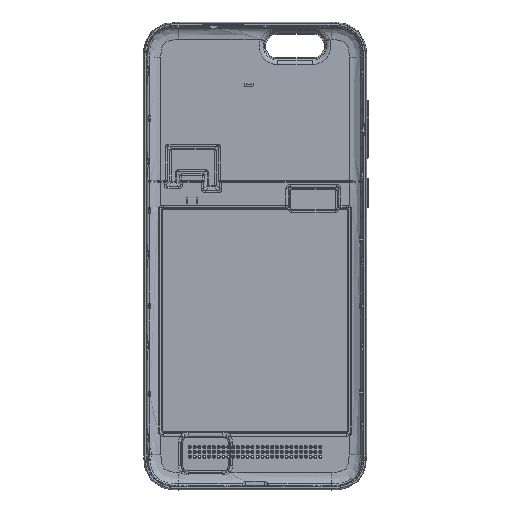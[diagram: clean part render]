
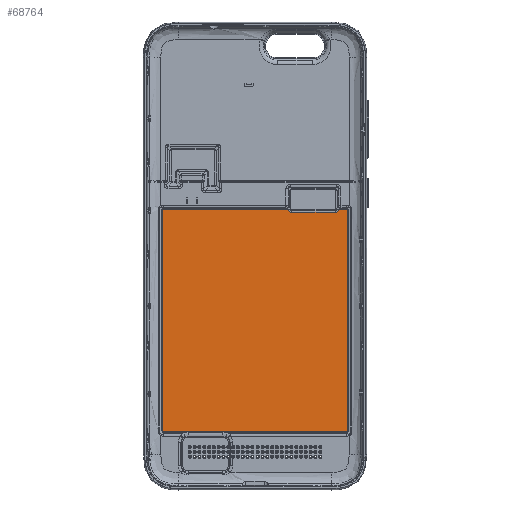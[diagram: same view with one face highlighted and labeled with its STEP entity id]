
A CAD part, top view. The second image highlights one B-rep face of the part: STEP entity #68764.
In plain terms, the highlighted planar face has unit normal (0, 0, 1).
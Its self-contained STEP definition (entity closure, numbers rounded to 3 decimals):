
#28175=CARTESIAN_POINT('',(28.597,5.964,
-3.75));
#28199=CARTESIAN_POINT('',(28.597,5.964,
-3.75));
#28200=CARTESIAN_POINT('',(28.593,5.921,
-3.75));
#28201=CARTESIAN_POINT('',(28.58,5.837,
-3.75));
#28202=CARTESIAN_POINT('',(28.548,5.719,
-3.75));
#28203=CARTESIAN_POINT('',(28.502,5.604,
-3.75));
#28204=CARTESIAN_POINT('',(28.44,5.496,
-3.75));
#28205=CARTESIAN_POINT('',(28.367,5.398,
-3.75));
#28206=CARTESIAN_POINT('',(28.283,5.31,
-3.75));
#28207=CARTESIAN_POINT('',(28.187,5.232,
-3.75));
#28208=CARTESIAN_POINT('',(28.082,5.167,
-3.75));
#28209=CARTESIAN_POINT('',(27.97,5.116,
-3.75));
#28210=CARTESIAN_POINT('',(27.853,5.079,
-3.75));
#28211=CARTESIAN_POINT('',(27.725,5.055,
-3.75));
#28212=CARTESIAN_POINT('',(27.631,5.049,
-3.75));
#28213=CARTESIAN_POINT('',(27.583,5.049,
-3.75));
#28218=DIRECTION('',(1.,0.,0.));
#28219=VECTOR('',#28218,2.598);
#28220=CARTESIAN_POINT('',(28.597,5.964,
-3.75));
#28221=LINE('',#28220,#28219);
#28225=CARTESIAN_POINT('',(31.195,5.964,-3.75));
#28226=CARTESIAN_POINT('',(31.229,5.964,-3.75));
#28227=CARTESIAN_POINT('',(31.294,5.96,-3.75));
#28228=CARTESIAN_POINT('',(31.381,5.943,-3.75));
#28229=CARTESIAN_POINT('',(31.457,5.913,-3.75));
#28230=CARTESIAN_POINT('',(31.521,5.872,-3.75));
#28231=CARTESIAN_POINT('',(31.574,5.819,-3.75));
#28232=CARTESIAN_POINT('',(31.615,5.754,-3.75));
#28233=CARTESIAN_POINT('',(31.644,5.677,-3.75));
#28234=CARTESIAN_POINT('',(31.66,5.591,-3.75));
#28235=CARTESIAN_POINT('',(31.664,5.528,-3.75));
#28236=CARTESIAN_POINT('',(31.664,5.495,-3.75));
#28241=DIRECTION('',(0.,-1.,0.));
#28242=VECTOR('',#28241,75.189);
#28243=CARTESIAN_POINT('',(31.664,5.495,-3.75));
#28244=LINE('',#28243,#28242);
#28248=CARTESIAN_POINT('',(31.664,-69.695,-3.75));
#28249=CARTESIAN_POINT('',(31.664,-69.723,-3.75));
#28250=CARTESIAN_POINT('',(31.661,-69.778,-3.75));
#28251=CARTESIAN_POINT('',(31.649,-69.854,-3.75));
#28252=CARTESIAN_POINT('',(31.627,-69.924,-3.75));
#28253=CARTESIAN_POINT('',(31.596,-69.987,-3.75));
#28254=CARTESIAN_POINT('',(31.555,-70.04,-3.75));
#28255=CARTESIAN_POINT('',(31.504,-70.085,-3.75));
#28256=CARTESIAN_POINT('',(31.442,-70.12,-3.75));
#28257=CARTESIAN_POINT('',(31.37,-70.146,-3.75));
#28258=CARTESIAN_POINT('',(31.287,-70.161,-3.75));
#28259=CARTESIAN_POINT('',(31.226,-70.164,-3.75));
#28260=CARTESIAN_POINT('',(31.195,-70.164,-3.75));
#28265=DIRECTION('',(-1.,0.,0.));
#28266=VECTOR('',#28265,62.389);
#28267=CARTESIAN_POINT('',(31.195,-70.164,-3.75));
#28268=LINE('',#28267,#28266);
#28272=CARTESIAN_POINT('',(-31.195,-70.164,-3.75));
#28273=CARTESIAN_POINT('',(-31.223,-70.164,-3.75));
#28274=CARTESIAN_POINT('',(-31.278,-70.161,-3.75));
#28275=CARTESIAN_POINT('',(-31.354,-70.149,-3.75));
#28276=CARTESIAN_POINT('',(-31.424,-70.127,-3.75));
#28277=CARTESIAN_POINT('',(-31.487,-70.096,-3.75));
#28278=CARTESIAN_POINT('',(-31.54,-70.055,-3.75));
#28279=CARTESIAN_POINT('',(-31.585,-70.004,-3.75));
#28280=CARTESIAN_POINT('',(-31.62,-69.942,-3.75));
#28281=CARTESIAN_POINT('',(-31.646,-69.87,-3.75));
#28282=CARTESIAN_POINT('',(-31.661,-69.787,-3.75));
#28283=CARTESIAN_POINT('',(-31.664,-69.726,-3.75));
#28284=CARTESIAN_POINT('',(-31.664,-69.695,-3.75));
#28289=DIRECTION('',(0.,1.,0.));
#28290=VECTOR('',#28289,75.189);
#28291=CARTESIAN_POINT('',(-31.664,-69.695,-3.75));
#28292=LINE('',#28291,#28290);
#28296=CARTESIAN_POINT('',(-31.664,5.495,-3.75));
#28297=CARTESIAN_POINT('',(-31.664,5.523,-3.75));
#28298=CARTESIAN_POINT('',(-31.661,5.578,-3.75));
#28299=CARTESIAN_POINT('',(-31.649,5.654,-3.75));
#28300=CARTESIAN_POINT('',(-31.627,5.724,-3.75));
#28301=CARTESIAN_POINT('',(-31.596,5.787,-3.75));
#28302=CARTESIAN_POINT('',(-31.555,5.84,-3.75));
#28303=CARTESIAN_POINT('',(-31.504,5.885,-3.75));
#28304=CARTESIAN_POINT('',(-31.442,5.92,-3.75));
#28305=CARTESIAN_POINT('',(-31.37,5.946,-3.75));
#28306=CARTESIAN_POINT('',(-31.287,5.961,-3.75));
#28307=CARTESIAN_POINT('',(-31.226,5.964,-3.75));
#28308=CARTESIAN_POINT('',(-31.195,5.964,-3.75));
#28313=DIRECTION('',(1.,0.,0.));
#28314=VECTOR('',#28313,42.698);
#28315=CARTESIAN_POINT('',(-31.195,5.964,-3.75));
#28316=LINE('',#28315,#28314);
#28320=CARTESIAN_POINT('',(12.517,5.049,
-3.75));
#28321=CARTESIAN_POINT('',(12.468,5.049,
-3.75));
#28322=CARTESIAN_POINT('',(12.372,5.055,
-3.75));
#28323=CARTESIAN_POINT('',(12.238,5.081,
-3.75));
#28324=CARTESIAN_POINT('',(12.11,5.123,
-3.75));
#28325=CARTESIAN_POINT('',(11.988,5.183,
-3.75));
#28326=CARTESIAN_POINT('',(11.876,5.259,
-3.75));
#28327=CARTESIAN_POINT('',(11.777,5.348,
-3.75));
#28328=CARTESIAN_POINT('',(11.69,5.452,
-3.75));
#28329=CARTESIAN_POINT('',(11.617,5.566,
-3.75));
#28330=CARTESIAN_POINT('',(11.562,5.689,
-3.75));
#28331=CARTESIAN_POINT('',(11.523,5.819,
-3.75));
#28332=CARTESIAN_POINT('',(11.508,5.914,
-3.75));
#28333=CARTESIAN_POINT('',(11.503,5.964,
-3.75));
#28338=DIRECTION('',(-1.,0.,0.));
#28339=VECTOR('',#28338,15.066);
#28340=CARTESIAN_POINT('',(27.583,5.049,
-3.75));
#28341=LINE('',#28340,#28339);
#34438=VERTEX_POINT('',#28296);
#34439=VERTEX_POINT('',#28308);
#34442=CARTESIAN_POINT('',(-31.664,-69.695,-3.75));
#34443=VERTEX_POINT('',#34442);
#34446=VERTEX_POINT('',#28272);
#34448=CARTESIAN_POINT('',(31.195,-70.164,-3.75));
#34449=VERTEX_POINT('',#34448);
#34450=VERTEX_POINT('',#28248);
#34453=CARTESIAN_POINT('',(31.664,5.495,-3.75));
#34454=VERTEX_POINT('',#34453);
#34457=VERTEX_POINT('',#28225);
#34756=VERTEX_POINT('',#28175);
#34758=VERTEX_POINT('',#28213);
#34759=CARTESIAN_POINT('',(12.517,5.049,
-3.75));
#34760=VERTEX_POINT('',#34759);
#34765=VERTEX_POINT('',#28333);
#68735=CARTESIAN_POINT('',(0.,0.,-3.75));
#68736=DIRECTION('',(0.,0.,1.));
#68737=DIRECTION('',(-1.,0.,0.));
#68738=AXIS2_PLACEMENT_3D('',#68735,#68736,#68737);
#68739=PLANE('',#68738);
#68741=ORIENTED_EDGE('',*,*,#68740,.F.);
#68742=ORIENTED_EDGE('',*,*,#68663,.T.);
#68743=ORIENTED_EDGE('',*,*,#68725,.T.);
#68745=ORIENTED_EDGE('',*,*,#68744,.T.);
#68747=ORIENTED_EDGE('',*,*,#68746,.T.);
#68749=ORIENTED_EDGE('',*,*,#68748,.T.);
#68751=ORIENTED_EDGE('',*,*,#68750,.T.);
#68753=ORIENTED_EDGE('',*,*,#68752,.T.);
#68755=ORIENTED_EDGE('',*,*,#68754,.T.);
#68757=ORIENTED_EDGE('',*,*,#68756,.T.);
#68759=ORIENTED_EDGE('',*,*,#68758,.F.);
#68761=ORIENTED_EDGE('',*,*,#68760,.F.);
#68762=EDGE_LOOP('',(#68741,#68742,#68743,#68745,#68747,#68749,#68751,#68753,
#68755,#68757,#68759,#68761));
#68763=FACE_OUTER_BOUND('',#68762,.F.);
#28214=B_SPLINE_CURVE_WITH_KNOTS('',3,(#28199,#28200,#28201,#28202,#28203,
#28204,#28205,#28206,#28207,#28208,#28209,#28210,#28211,#28212,#28213),
.UNSPECIFIED.,.F.,.F.,(4,1,1,1,1,1,1,1,1,1,1,1,4),(0.,0.083,
0.167,0.25,0.333,0.417,0.5,
0.583,0.667,0.75,0.833,0.917,
1.),.UNSPECIFIED.);
#28237=B_SPLINE_CURVE_WITH_KNOTS('',3,(#28225,#28226,#28227,#28228,#28229,
#28230,#28231,#28232,#28233,#28234,#28235,#28236),.UNSPECIFIED.,.F.,.F.,(4,1,1,
1,1,1,1,1,1,4),(0.,0.111,0.222,0.333,
0.444,0.556,0.667,0.778,
0.889,1.),.UNSPECIFIED.);
#28261=B_SPLINE_CURVE_WITH_KNOTS('',3,(#28248,#28249,#28250,#28251,#28252,
#28253,#28254,#28255,#28256,#28257,#28258,#28259,#28260),.UNSPECIFIED.,.F.,.F.,(
4,1,1,1,1,1,1,1,1,1,4),(0.,0.1,0.2,0.3,0.4,0.5,0.6,0.7,0.8,
0.9,1.),.UNSPECIFIED.);
#28285=B_SPLINE_CURVE_WITH_KNOTS('',3,(#28272,#28273,#28274,#28275,#28276,
#28277,#28278,#28279,#28280,#28281,#28282,#28283,#28284),.UNSPECIFIED.,.F.,.F.,(
4,1,1,1,1,1,1,1,1,1,4),(0.,0.1,0.2,0.3,0.4,0.5,0.6,0.7,0.8,
0.9,1.),.UNSPECIFIED.);
#28309=B_SPLINE_CURVE_WITH_KNOTS('',3,(#28296,#28297,#28298,#28299,#28300,
#28301,#28302,#28303,#28304,#28305,#28306,#28307,#28308),.UNSPECIFIED.,.F.,.F.,(
4,1,1,1,1,1,1,1,1,1,4),(0.,0.1,0.2,0.3,0.4,0.5,0.6,0.7,0.8,
0.9,1.),.UNSPECIFIED.);
#28334=B_SPLINE_CURVE_WITH_KNOTS('',3,(#28320,#28321,#28322,#28323,#28324,
#28325,#28326,#28327,#28328,#28329,#28330,#28331,#28332,#28333),.UNSPECIFIED.,
.F.,.F.,(4,1,1,1,1,1,1,1,1,1,1,4),(0.,0.091,0.182,
0.273,0.364,0.455,0.545,
0.636,0.727,0.818,0.909,1.),
.UNSPECIFIED.);
#68663=EDGE_CURVE('',#34756,#34457,#28221,.T.);
#68725=EDGE_CURVE('',#34457,#34454,#28237,.T.);
#68740=EDGE_CURVE('',#34756,#34758,#28214,.T.);
#68744=EDGE_CURVE('',#34454,#34450,#28244,.T.);
#68746=EDGE_CURVE('',#34450,#34449,#28261,.T.);
#68748=EDGE_CURVE('',#34449,#34446,#28268,.T.);
#68750=EDGE_CURVE('',#34446,#34443,#28285,.T.);
#68752=EDGE_CURVE('',#34443,#34438,#28292,.T.);
#68754=EDGE_CURVE('',#34438,#34439,#28309,.T.);
#68756=EDGE_CURVE('',#34439,#34765,#28316,.T.);
#68758=EDGE_CURVE('',#34760,#34765,#28334,.T.);
#68760=EDGE_CURVE('',#34758,#34760,#28341,.T.);
#68764=ADVANCED_FACE('',(#68763),#68739,.T.);
